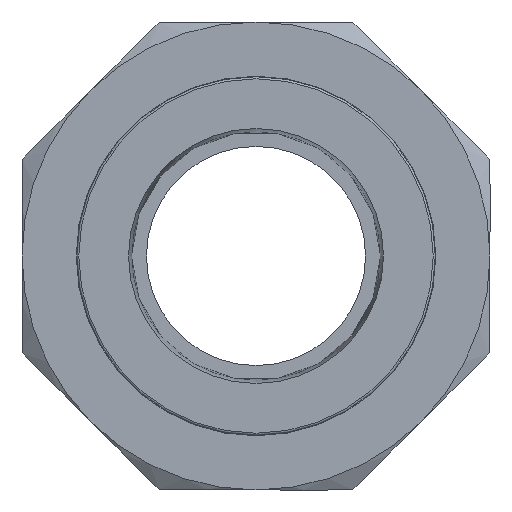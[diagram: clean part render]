
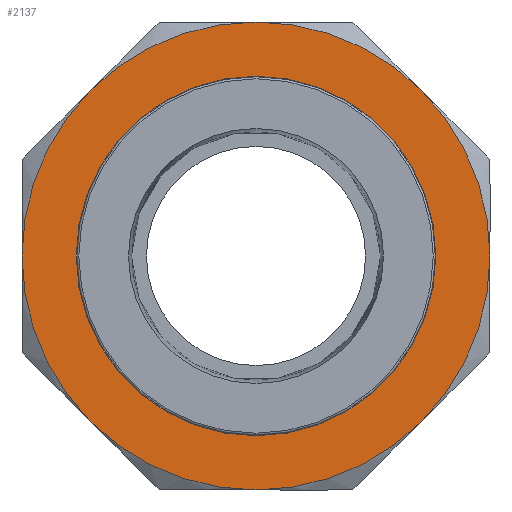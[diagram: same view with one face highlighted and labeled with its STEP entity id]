
A CAD part, left-side view. The second image highlights one B-rep face of the part: STEP entity #2137.
In plain terms, the highlighted planar face has unit normal (-1, 0, 0).
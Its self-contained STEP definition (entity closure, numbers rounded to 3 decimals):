
#1376=CARTESIAN_POINT('',(-10.,-16.617,-16.617));
#1377=VERTEX_POINT('',#1376);
#1384=CARTESIAN_POINT('',(-10.,-23.5,0.));
#1385=VERTEX_POINT('',#1384);
#1392=CARTESIAN_POINT('',(-10.,0.,0.));
#1393=DIRECTION('',(-1.,0.,0.));
#1394=DIRECTION('',(0.,1.,0.));
#1395=AXIS2_PLACEMENT_3D('',#1392,#1393,#1394);
#1396=CIRCLE('',#1395,23.5);
#1397=EDGE_CURVE('',#1377,#1385,#1396,.T.);
#1409=CARTESIAN_POINT('',(-10.,0.,-23.5));
#1410=VERTEX_POINT('',#1409);
#1423=CARTESIAN_POINT('',(-10.,0.,0.));
#1424=DIRECTION('',(-1.,0.,0.));
#1425=DIRECTION('',(0.,1.,0.));
#1426=AXIS2_PLACEMENT_3D('',#1423,#1424,#1425);
#1427=CIRCLE('',#1426,23.5);
#1428=EDGE_CURVE('',#1410,#1377,#1427,.T.);
#1440=CARTESIAN_POINT('',(-10.,16.617,-16.617));
#1441=VERTEX_POINT('',#1440);
#1454=CARTESIAN_POINT('',(-10.,0.,0.));
#1455=DIRECTION('',(-1.,0.,0.));
#1456=DIRECTION('',(0.,1.,0.));
#1457=AXIS2_PLACEMENT_3D('',#1454,#1455,#1456);
#1458=CIRCLE('',#1457,23.5);
#1459=EDGE_CURVE('',#1441,#1410,#1458,.T.);
#1471=CARTESIAN_POINT('',(-10.,23.5,0.));
#1472=VERTEX_POINT('',#1471);
#1485=CARTESIAN_POINT('',(-10.,0.,0.));
#1486=DIRECTION('',(-1.,0.,0.));
#1487=DIRECTION('',(0.,1.,0.));
#1488=AXIS2_PLACEMENT_3D('',#1485,#1486,#1487);
#1489=CIRCLE('',#1488,23.5);
#1490=EDGE_CURVE('',#1472,#1441,#1489,.T.);
#1508=CARTESIAN_POINT('',(-10.,16.617,16.617));
#1509=VERTEX_POINT('',#1508);
#1510=CARTESIAN_POINT('',(-10.,0.,0.));
#1511=DIRECTION('',(-1.,0.,0.));
#1512=DIRECTION('',(0.,1.,0.));
#1513=AXIS2_PLACEMENT_3D('',#1510,#1511,#1512);
#1514=CIRCLE('',#1513,23.5);
#1515=EDGE_CURVE('',#1509,#1472,#1514,.T.);
#1539=CARTESIAN_POINT('',(-10.,0.,23.5));
#1540=VERTEX_POINT('',#1539);
#1541=CARTESIAN_POINT('',(-10.,0.,0.));
#1542=DIRECTION('',(-1.,0.,0.));
#1543=DIRECTION('',(0.,1.,0.));
#1544=AXIS2_PLACEMENT_3D('',#1541,#1542,#1543);
#1545=CIRCLE('',#1544,23.5);
#1546=EDGE_CURVE('',#1540,#1509,#1545,.T.);
#1570=CARTESIAN_POINT('',(-10.,-16.617,16.617));
#1571=VERTEX_POINT('',#1570);
#1572=CARTESIAN_POINT('',(-10.,0.,0.));
#1573=DIRECTION('',(-1.,0.,0.));
#1574=DIRECTION('',(0.,1.,0.));
#1575=AXIS2_PLACEMENT_3D('',#1572,#1573,#1574);
#1576=CIRCLE('',#1575,23.5);
#1577=EDGE_CURVE('',#1571,#1540,#1576,.T.);
#1601=CARTESIAN_POINT('',(-10.,0.,0.));
#1602=DIRECTION('',(-1.,0.,0.));
#1603=DIRECTION('',(0.,1.,0.));
#1604=AXIS2_PLACEMENT_3D('',#1601,#1602,#1603);
#1605=CIRCLE('',#1604,23.5);
#1606=EDGE_CURVE('',#1385,#1571,#1605,.T.);
#2095=CARTESIAN_POINT('',(-10.,18.05,0.));
#2096=VERTEX_POINT('',#2095);
#2103=CARTESIAN_POINT('',(-10.,0.,0.));
#2104=DIRECTION('',(1.,0.,0.));
#2105=DIRECTION('',(0.,1.,0.));
#2106=AXIS2_PLACEMENT_3D('',#2103,#2104,#2105);
#2107=CIRCLE('',#2106,18.05);
#2108=EDGE_CURVE('',#2096,#2096,#2107,.T.);
#2119=ORIENTED_EDGE('',*,*,#1606,.T.);
#2120=ORIENTED_EDGE('',*,*,#1577,.T.);
#2121=ORIENTED_EDGE('',*,*,#1546,.T.);
#2122=ORIENTED_EDGE('',*,*,#1515,.T.);
#2123=ORIENTED_EDGE('',*,*,#1490,.T.);
#2124=ORIENTED_EDGE('',*,*,#1459,.T.);
#2125=ORIENTED_EDGE('',*,*,#1428,.T.);
#2126=ORIENTED_EDGE('',*,*,#1397,.T.);
#2127=EDGE_LOOP('',(#2119,#2120,#2121,#2122,#2123,#2124,#2125,#2126));
#2128=FACE_OUTER_BOUND('',#2127,.T.);
#2129=ORIENTED_EDGE('',*,*,#2108,.T.);
#2130=EDGE_LOOP('',(#2129));
#2131=FACE_BOUND('',#2130,.T.);
#2132=CARTESIAN_POINT('',(-10.,22.25,0.));
#2133=DIRECTION('',(-1.,0.,0.));
#2134=DIRECTION('',(0.,-1.,0.));
#2135=AXIS2_PLACEMENT_3D('',#2132,#2133,#2134);
#2136=PLANE('',#2135);
#2137=ADVANCED_FACE('',(#2128,#2131),#2136,.T.);
